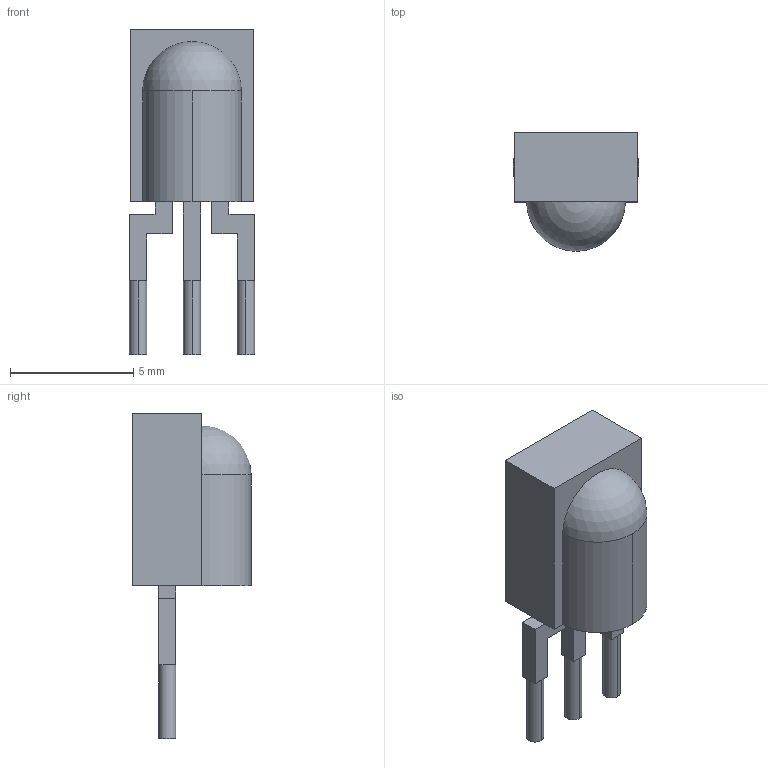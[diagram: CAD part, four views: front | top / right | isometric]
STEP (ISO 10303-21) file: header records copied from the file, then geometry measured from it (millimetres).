
FILE_DESCRIPTION(('FreeCAD Model'),'2;1');
FILE_NAME('TSOP.step','2017-10-16T18:31:48',( 'kicad StepUp'),('ksu MCAD'),'Open CASCADE STEP processor 6.8', 'FreeCAD','Unknown');
FILE_SCHEMA(('AUTOMOTIVE_DESIGN_CC2 { 1 2 10303 214 -1 1 5 4 }'));
Length unit declared in the file: millimetre
Products named in the file (1): TSOP
Bounding box: 5.08 x 4.8 x 13.2 mm (x, y, z)
Volume: 144 mm3; surface area: 213 mm2
Topology: 1 solids, 1 shells, 50 faces, 119 edges, 73 vertices
Faces by surface type: plane 41, cylinder 8, sphere 1
Entity records: 1773 total; most frequent: DIRECTION 244, CARTESIAN_POINT 242, ORIENTED_EDGE 236, EDGE_CURVE 118, LINE 94, VECTOR 94, AXIS2_PLACEMENT_3D 75, VERTEX_POINT 73
